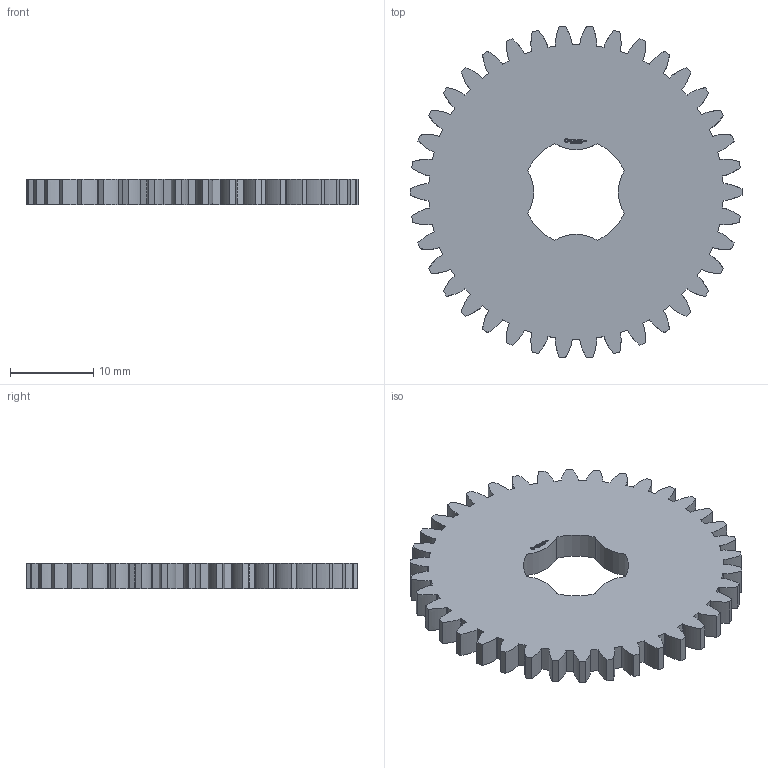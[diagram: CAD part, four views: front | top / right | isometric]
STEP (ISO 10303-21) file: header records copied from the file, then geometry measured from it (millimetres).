
FILE_DESCRIPTION(('FreeCAD Model'),'2;1');
FILE_NAME('Open CASCADE Shape Model','2024-03-09T20:12:36',(''),(''), 'Open CASCADE STEP processor 7.6','FreeCAD','Unknown');
FILE_SCHEMA(('AUTOMOTIVE_DESIGN { 1 0 10303 214 1 1 1 1 }'));
Products named in the file (1): Gear Wheel PLN TTH38 BU00.25 SFT-SHD - SPN-GWH-0129 (stemfie.org)
Bounding box: 39.99 x 39.92 x 3.12 mm (x, y, z)
Volume: 3168 mm3; surface area: 2921 mm2
Topology: 1 solids, 1 shells, 702 faces, 2010 edges, 1340 vertices
Faces by surface type: extrusion 372, plane 322, cylinder 8
Entity records: 60747 total; most frequent: CARTESIAN_POINT 18273, DIRECTION 5592, VECTOR 4882, LINE 4510, ORIENTED_EDGE 4020, PCURVE 4020, DEFINITIONAL_REPRESENTATION 4020, EDGE_CURVE 2010
